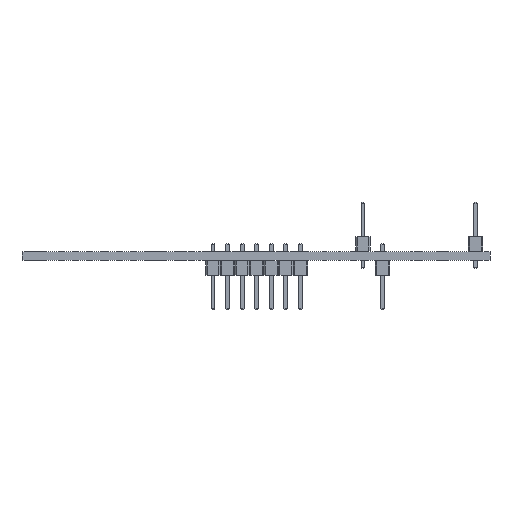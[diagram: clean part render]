
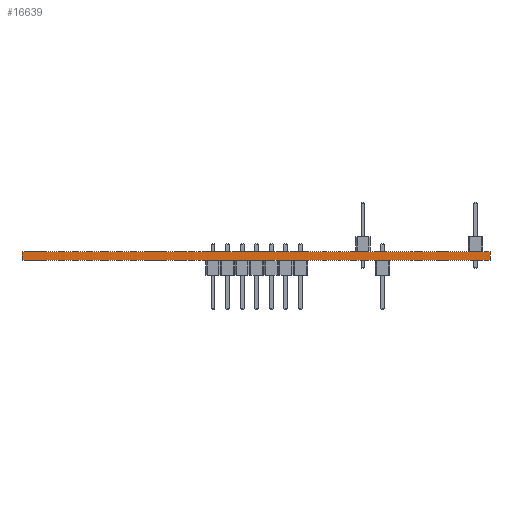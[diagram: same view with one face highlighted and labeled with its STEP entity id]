
A CAD part, front view. The second image highlights one B-rep face of the part: STEP entity #16639.
In plain terms, the highlighted planar face has unit normal (0, -1, 0).
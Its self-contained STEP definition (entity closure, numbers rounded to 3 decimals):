
#16639 = ADVANCED_FACE('',(#16640),#16674,.T.);
#16640 = FACE_BOUND('',#16641,.T.);
#16641 = EDGE_LOOP('',(#16642,#16652,#16660,#16668));
#16642 = ORIENTED_EDGE('',*,*,#16643,.T.);
#16643 = EDGE_CURVE('',#16644,#16646,#16648,.T.);
#16644 = VERTEX_POINT('',#16645);
#16645 = CARTESIAN_POINT('',(202.75,-134.895,0.));
#16646 = VERTEX_POINT('',#16647);
#16647 = CARTESIAN_POINT('',(202.75,-134.895,1.51));
#16648 = LINE('',#16649,#16650);
#16649 = CARTESIAN_POINT('',(202.75,-134.895,0.));
#16650 = VECTOR('',#16651,1.);
#16651 = DIRECTION('',(0.,0.,1.));
#16652 = ORIENTED_EDGE('',*,*,#16653,.T.);
#16653 = EDGE_CURVE('',#16646,#16654,#16656,.T.);
#16654 = VERTEX_POINT('',#16655);
#16655 = CARTESIAN_POINT('',(121.,-134.895,1.51));
#16656 = LINE('',#16657,#16658);
#16657 = CARTESIAN_POINT('',(202.75,-134.895,1.51));
#16658 = VECTOR('',#16659,1.);
#16659 = DIRECTION('',(-1.,0.,0.));
#16660 = ORIENTED_EDGE('',*,*,#16661,.F.);
#16661 = EDGE_CURVE('',#16662,#16654,#16664,.T.);
#16662 = VERTEX_POINT('',#16663);
#16663 = CARTESIAN_POINT('',(121.,-134.895,0.));
#16664 = LINE('',#16665,#16666);
#16665 = CARTESIAN_POINT('',(121.,-134.895,0.));
#16666 = VECTOR('',#16667,1.);
#16667 = DIRECTION('',(0.,0.,1.));
#16668 = ORIENTED_EDGE('',*,*,#16669,.F.);
#16669 = EDGE_CURVE('',#16644,#16662,#16670,.T.);
#16670 = LINE('',#16671,#16672);
#16671 = CARTESIAN_POINT('',(202.75,-134.895,0.));
#16672 = VECTOR('',#16673,1.);
#16673 = DIRECTION('',(-1.,0.,0.));
#16674 = PLANE('',#16675);
#16675 = AXIS2_PLACEMENT_3D('',#16676,#16677,#16678);
#16676 = CARTESIAN_POINT('',(202.75,-134.895,0.));
#16677 = DIRECTION('',(0.,-1.,0.));
#16678 = DIRECTION('',(-1.,0.,0.));
